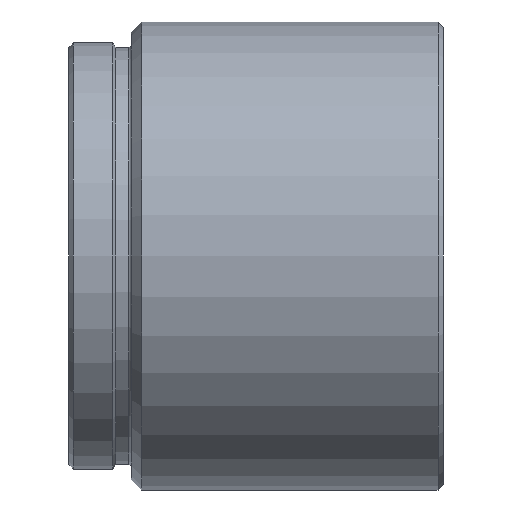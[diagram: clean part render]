
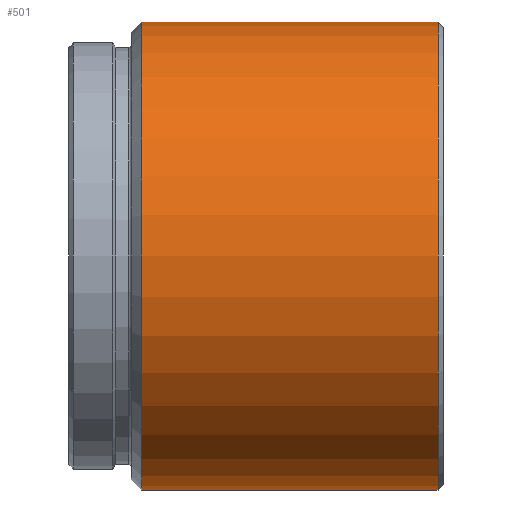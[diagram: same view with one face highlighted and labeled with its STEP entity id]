
A CAD part, front view. The second image highlights one B-rep face of the part: STEP entity #501.
In plain terms, the highlighted cylindrical face has radius 45 mm (diameter 90 mm), a partial arc.
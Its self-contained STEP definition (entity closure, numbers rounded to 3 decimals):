
#19 = CARTESIAN_POINT ( 'NONE',  ( -32.094, 0., -45. ) ) ;
#38 = CARTESIAN_POINT ( 'NONE',  ( 59., 0., 0. ) ) ;
#47 = ORIENTED_EDGE ( 'NONE', *, *, #173, .F. ) ;
#50 = LINE ( 'NONE', #478, #480 ) ;
#53 = CARTESIAN_POINT ( 'NONE',  ( -32.094, 0., 0. ) ) ;
#72 = CIRCLE ( 'NONE', #487, 45. ) ;
#74 = CARTESIAN_POINT ( 'NONE',  ( 2., 0., -45. ) ) ;
#82 = ORIENTED_EDGE ( 'NONE', *, *, #200, .T. ) ;
#104 = CARTESIAN_POINT ( 'NONE',  ( 59., 0., -45. ) ) ;
#145 = EDGE_CURVE ( 'NONE', #590, #232, #415, .T. ) ;
#161 = DIRECTION ( 'NONE',  ( -1., 0., 0. ) ) ;
#173 = EDGE_CURVE ( 'NONE', #232, #212, #191, .T. ) ;
#177 = DIRECTION ( 'NONE',  ( 0., 0., 1. ) ) ;
#191 = CIRCLE ( 'NONE', #417, 45. ) ;
#200 = EDGE_CURVE ( 'NONE', #599, #212, #50, .T. ) ;
#212 = VERTEX_POINT ( 'NONE', #428 ) ;
#222 = AXIS2_PLACEMENT_3D ( 'NONE', #53, #161, #307 ) ;
#227 = DIRECTION ( 'NONE',  ( -1., 0., 0. ) ) ;
#229 = CARTESIAN_POINT ( 'NONE',  ( 2., 0., 0. ) ) ;
#232 = VERTEX_POINT ( 'NONE', #74 ) ;
#290 = DIRECTION ( 'NONE',  ( 0., 0., 1. ) ) ;
#307 = DIRECTION ( 'NONE',  ( 0., 0., 1. ) ) ;
#328 = EDGE_CURVE ( 'NONE', #590, #599, #72, .T. ) ;
#382 = DIRECTION ( 'NONE',  ( -1., 0., 0. ) ) ;
#415 = LINE ( 'NONE', #19, #553 ) ;
#417 = AXIS2_PLACEMENT_3D ( 'NONE', #229, #382, #177 ) ;
#428 = CARTESIAN_POINT ( 'NONE',  ( 2., 0., 45. ) ) ;
#452 = ORIENTED_EDGE ( 'NONE', *, *, #145, .F. ) ;
#478 = CARTESIAN_POINT ( 'NONE',  ( -32.094, 0., 45. ) ) ;
#480 = VECTOR ( 'NONE', #518, 1000. ) ;
#484 = EDGE_LOOP ( 'NONE', ( #452, #519, #82, #47 ) ) ;
#487 = AXIS2_PLACEMENT_3D ( 'NONE', #38, #588, #290 ) ;
#501 = ADVANCED_FACE ( 'NONE', ( #593 ), #604, .T. ) ;
#518 = DIRECTION ( 'NONE',  ( -1., 0., 0. ) ) ;
#519 = ORIENTED_EDGE ( 'NONE', *, *, #328, .T. ) ;
#545 = CARTESIAN_POINT ( 'NONE',  ( 59., 0., 45. ) ) ;
#553 = VECTOR ( 'NONE', #227, 1000. ) ;
#588 = DIRECTION ( 'NONE',  ( -1., 0., 0. ) ) ;
#590 = VERTEX_POINT ( 'NONE', #104 ) ;
#593 = FACE_OUTER_BOUND ( 'NONE', #484, .T. ) ;
#599 = VERTEX_POINT ( 'NONE', #545 ) ;
#604 = CYLINDRICAL_SURFACE ( 'NONE', #222, 45. ) ;
